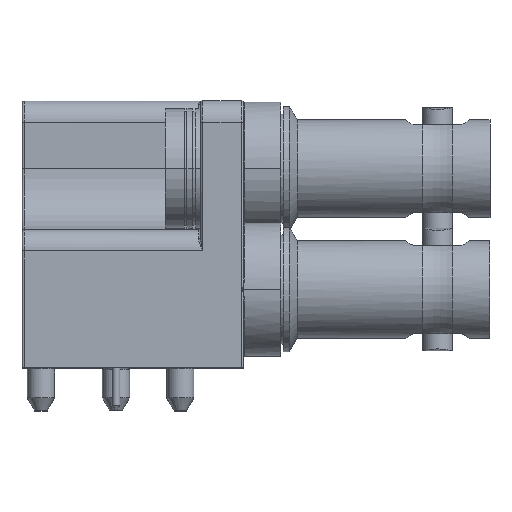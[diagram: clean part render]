
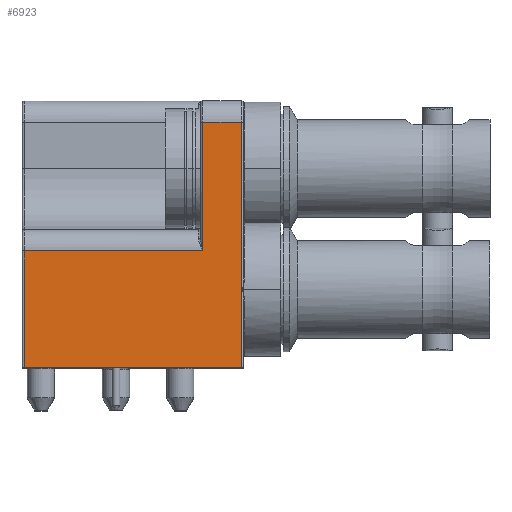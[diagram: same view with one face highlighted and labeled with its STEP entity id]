
A CAD part, top view. The second image highlights one B-rep face of the part: STEP entity #6923.
In plain terms, the highlighted planar face has unit normal (0, 0, 1).
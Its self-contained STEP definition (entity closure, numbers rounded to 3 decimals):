
#649=DIRECTION('',(1.,0.,0.));
#650=VECTOR('',#649,10.13);
#651=CARTESIAN_POINT('',(0.1,0.,6.025));
#652=LINE('',#651,#650);
#781=DIRECTION('',(0.,1.,0.));
#782=VECTOR('',#781,11.45);
#783=CARTESIAN_POINT('',(10.23,0.,6.025));
#784=LINE('',#783,#782);
#1673=DIRECTION('',(0.,1.,0.));
#1674=VECTOR('',#1673,6.);
#1675=CARTESIAN_POINT('',(8.43,5.45,6.025));
#1676=LINE('',#1675,#1674);
#1677=DIRECTION('',(-1.,0.,0.));
#1678=VECTOR('',#1677,1.8);
#1679=CARTESIAN_POINT('',(10.23,11.45,6.025));
#1680=LINE('',#1679,#1678);
#1681=DIRECTION('',(0.,1.,0.));
#1682=VECTOR('',#1681,5.45);
#1683=CARTESIAN_POINT('',(0.1,0.,6.025));
#1684=LINE('',#1683,#1682);
#1699=CARTESIAN_POINT('',(8.43,5.45,6.025));
#1709=DIRECTION('',(-1.,0.,0.));
#1710=VECTOR('',#1709,8.33);
#1711=CARTESIAN_POINT('',(8.43,5.45,6.025));
#1712=LINE('',#1711,#1710);
#4162=CARTESIAN_POINT('',(10.23,0.,6.025));
#4164=VERTEX_POINT('',#4162);
#4170=CARTESIAN_POINT('',(10.23,11.45,6.025));
#4172=VERTEX_POINT('',#4170);
#4227=CARTESIAN_POINT('',(0.1,5.45,6.025));
#4228=VERTEX_POINT('',#4227);
#4229=CARTESIAN_POINT('',(0.1,0.,6.025));
#4231=VERTEX_POINT('',#4229);
#4237=CARTESIAN_POINT('',(8.43,11.45,6.025));
#4239=VERTEX_POINT('',#4237);
#4504=VERTEX_POINT('',#1699);
#6906=CARTESIAN_POINT('',(0.,12.45,6.025));
#6907=DIRECTION('',(0.,0.,1.));
#6908=DIRECTION('',(0.,-1.,0.));
#6909=AXIS2_PLACEMENT_3D('',#6906,#6907,#6908);
#6910=PLANE('',#6909);
#6912=ORIENTED_EDGE('',*,*,#6911,.T.);
#6914=ORIENTED_EDGE('',*,*,#6913,.F.);
#6915=ORIENTED_EDGE('',*,*,#5847,.F.);
#6916=ORIENTED_EDGE('',*,*,#5686,.F.);
#6918=ORIENTED_EDGE('',*,*,#6917,.T.);
#6920=ORIENTED_EDGE('',*,*,#6919,.F.);
#6921=EDGE_LOOP('',(#6912,#6914,#6915,#6916,#6918,#6920));
#6922=FACE_OUTER_BOUND('',#6921,.F.);
#6923=ADVANCED_FACE('',(#6922),#6910,.T.);
#5686=EDGE_CURVE('',#4231,#4164,#652,.T.);
#5847=EDGE_CURVE('',#4164,#4172,#784,.T.);
#6911=EDGE_CURVE('',#4504,#4239,#1676,.T.);
#6913=EDGE_CURVE('',#4172,#4239,#1680,.T.);
#6917=EDGE_CURVE('',#4231,#4228,#1684,.T.);
#6919=EDGE_CURVE('',#4504,#4228,#1712,.T.);
